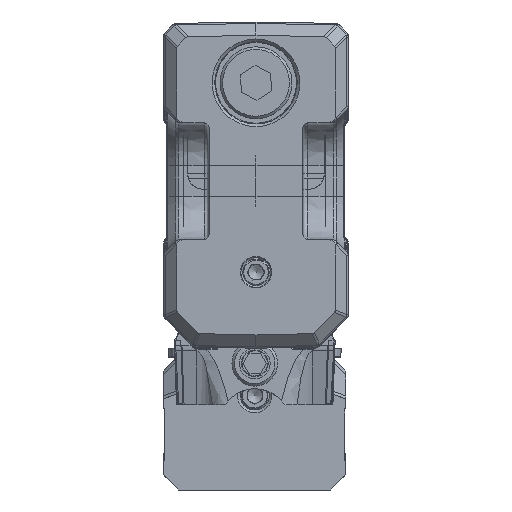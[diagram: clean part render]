
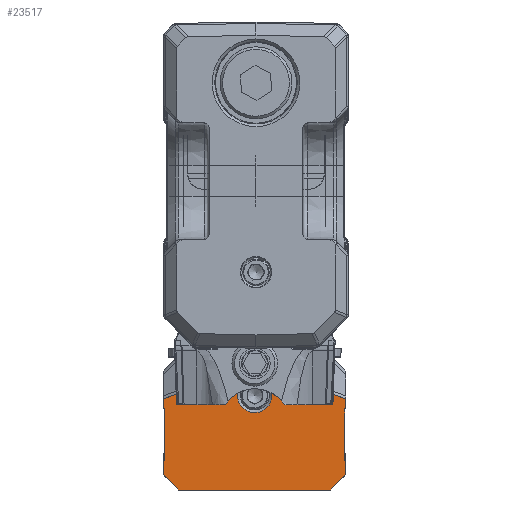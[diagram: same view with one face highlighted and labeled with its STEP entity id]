
A CAD part, front view. The second image highlights one B-rep face of the part: STEP entity #23517.
In plain terms, the highlighted planar face has unit normal (0, -1, 0).
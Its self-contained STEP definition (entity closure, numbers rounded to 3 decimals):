
#14745=FACE_BOUND('',#36970,.T.);
#14746=FACE_BOUND('',#36971,.T.);
#16555=PLANE('',#120379);
#23517=ADVANCED_FACE('',(#14745,#14746),#16555,.F.);
#36970=EDGE_LOOP('',(#72763,#72764,#72765,#72766,#72767,#72768,#72769,#72770,
#72771,#72772,#72773,#72774,#72775,#72776,#72777,#72778,#72779,#72780,#72781,
#72782,#72783,#72784));
#36971=EDGE_LOOP('',(#72785));
#42582=LINE('',#178149,#50859);
#42583=LINE('',#178151,#50860);
#42596=LINE('',#178187,#50873);
#42617=LINE('',#178249,#50894);
#42623=LINE('',#178271,#50900);
#42634=LINE('',#178299,#50911);
#42846=LINE('',#179368,#51123);
#42865=LINE('',#179529,#51142);
#42875=LINE('',#179553,#51152);
#43503=LINE('',#191175,#51853);
#43516=LINE('',#191204,#51866);
#43664=LINE('',#192885,#52014);
#43680=LINE('',#192969,#52030);
#43714=LINE('',#193126,#52064);
#43717=LINE('',#193132,#52067);
#43815=LINE('',#193799,#52165);
#43827=LINE('',#193829,#52177);
#43828=LINE('',#193832,#52178);
#50859=VECTOR('',#133324,1.);
#50860=VECTOR('',#133327,1.);
#50873=VECTOR('',#133354,1.);
#50894=VECTOR('',#133409,1.);
#50900=VECTOR('',#133429,1.);
#50911=VECTOR('',#133452,1.);
#51123=VECTOR('',#134394,1.);
#51142=VECTOR('',#134455,1.);
#51152=VECTOR('',#134475,1.);
#51853=VECTOR('',#137210,1.);
#51866=VECTOR('',#137237,1.);
#52014=VECTOR('',#137753,1.);
#52030=VECTOR('',#137835,1.);
#52064=VECTOR('',#137925,1.);
#52067=VECTOR('',#137932,1.);
#52165=VECTOR('',#138356,1.);
#52177=VECTOR('',#138404,1.);
#52178=VECTOR('',#138409,1.);
#72763=ORIENTED_EDGE('',*,*,#101529,.T.);
#72764=ORIENTED_EDGE('',*,*,#98624,.T.);
#72765=ORIENTED_EDGE('',*,*,#98625,.F.);
#72766=ORIENTED_EDGE('',*,*,#98643,.T.);
#72767=ORIENTED_EDGE('',*,*,#101528,.T.);
#72768=ORIENTED_EDGE('',*,*,#101277,.T.);
#72769=ORIENTED_EDGE('',*,*,#99211,.F.);
#72770=ORIENTED_EDGE('',*,*,#101344,.T.);
#72771=ORIENTED_EDGE('',*,*,#101516,.T.);
#72772=ORIENTED_EDGE('',*,*,#98698,.T.);
#72773=ORIENTED_EDGE('',*,*,#98684,.T.);
#72774=ORIENTED_EDGE('',*,*,#98673,.T.);
#72775=ORIENTED_EDGE('',*,*,#99198,.T.);
#72776=ORIENTED_EDGE('',*,*,#101347,.F.);
#72777=ORIENTED_EDGE('',*,*,#100995,.F.);
#72778=ORIENTED_EDGE('',*,*,#100997,.F.);
#72779=ORIENTED_EDGE('',*,*,#101406,.F.);
#72780=ORIENTED_EDGE('',*,*,#99149,.T.);
#72781=ORIENTED_EDGE('',*,*,#101408,.T.);
#72782=ORIENTED_EDGE('',*,*,#101302,.T.);
#72783=ORIENTED_EDGE('',*,*,#101301,.T.);
#72784=ORIENTED_EDGE('',*,*,#100982,.T.);
#72785=ORIENTED_EDGE('',*,*,#98925,.T.);
#87772=VERTEX_POINT('',#178146);
#87773=VERTEX_POINT('',#178148);
#87774=VERTEX_POINT('',#178152);
#87789=VERTEX_POINT('',#178186);
#87810=VERTEX_POINT('',#178243);
#87813=VERTEX_POINT('',#178248);
#87823=VERTEX_POINT('',#178272);
#87832=VERTEX_POINT('',#178296);
#88018=VERTEX_POINT('',#178860);
#88196=VERTEX_POINT('',#179367);
#88197=VERTEX_POINT('',#179369);
#88243=VERTEX_POINT('',#179528);
#88252=VERTEX_POINT('',#179552);
#88253=VERTEX_POINT('',#179554);
#89378=VERTEX_POINT('',#191174);
#89379=VERTEX_POINT('',#191176);
#89385=VERTEX_POINT('',#191197);
#89386=VERTEX_POINT('',#191199);
#89387=VERTEX_POINT('',#191203);
#89505=VERTEX_POINT('',#192883);
#89516=VERTEX_POINT('',#192966);
#89517=VERTEX_POINT('',#192970);
#89531=VERTEX_POINT('',#193125);
#98624=EDGE_CURVE('',#87772,#87773,#42582,.T.);
#98625=EDGE_CURVE('',#87774,#87773,#42583,.T.);
#98643=EDGE_CURVE('',#87774,#87789,#42596,.T.);
#98673=EDGE_CURVE('',#87810,#87813,#42617,.T.);
#98684=EDGE_CURVE('',#87823,#87810,#42623,.T.);
#98698=EDGE_CURVE('',#87832,#87823,#42634,.T.);
#98925=EDGE_CURVE('',#88018,#88018,#111083,.T.);
#99149=EDGE_CURVE('',#88197,#88196,#42846,.T.);
#99198=EDGE_CURVE('',#87813,#88243,#42865,.T.);
#99211=EDGE_CURVE('',#88252,#88253,#42875,.T.);
#100982=EDGE_CURVE('',#89379,#89378,#43503,.T.);
#100995=EDGE_CURVE('',#89386,#89385,#111643,.T.);
#100997=EDGE_CURVE('',#89387,#89386,#43516,.T.);
#101277=EDGE_CURVE('',#89505,#88253,#43664,.T.);
#101301=EDGE_CURVE('',#89516,#89379,#111677,.T.);
#101302=EDGE_CURVE('',#89517,#89516,#43680,.T.);
#101344=EDGE_CURVE('',#88252,#89531,#43714,.T.);
#101347=EDGE_CURVE('',#89385,#88243,#43717,.T.);
#101406=EDGE_CURVE('',#88197,#89387,#111693,.T.);
#101408=EDGE_CURVE('',#88196,#89517,#111694,.T.);
#101516=EDGE_CURVE('',#89531,#87832,#43815,.T.);
#101528=EDGE_CURVE('',#87789,#89505,#43827,.T.);
#101529=EDGE_CURVE('',#89378,#87772,#43828,.T.);
#111083=CIRCLE('',#118721,1.7);
#111643=CIRCLE('',#119946,0.8);
#111677=CIRCLE('',#120163,0.8);
#111693=CIRCLE('',#120255,0.8);
#111694=CIRCLE('',#120259,0.8);
#118721=AXIS2_PLACEMENT_3D('',#178859,#133929,#133930);
#119946=AXIS2_PLACEMENT_3D('',#191200,#137232,#137233);
#120163=AXIS2_PLACEMENT_3D('',#192967,#137831,#137832);
#120255=AXIS2_PLACEMENT_3D('',#193449,#138076,#138077);
#120259=AXIS2_PLACEMENT_3D('',#193454,#138085,#138086);
#120379=AXIS2_PLACEMENT_3D('',#193834,#138412,#138413);
#133324=DIRECTION('',(1.,0.,0.));
#133327=DIRECTION('',(0.,0.,1.));
#133354=DIRECTION('',(-1.,0.,0.));
#133409=DIRECTION('',(1.,0.,0.));
#133429=DIRECTION('',(0.,0.,1.));
#133452=DIRECTION('',(-1.,0.,0.));
#133929=DIRECTION('',(0.,1.,0.));
#133930=DIRECTION('',(-1.,0.,0.));
#134394=DIRECTION('',(-1.,0.,0.));
#134455=DIRECTION('',(0.,0.,1.));
#134475=DIRECTION('',(-1.,0.,0.));
#137210=DIRECTION('',(-0.94,0.,-0.342));
#137232=DIRECTION('',(0.,-1.,0.));
#137233=DIRECTION('',(-1.,0.,0.));
#137237=DIRECTION('',(-0.5,0.,-0.866));
#137753=DIRECTION('',(0.707,0.,-0.707));
#137831=DIRECTION('',(0.,1.,0.));
#137832=DIRECTION('',(-1.,0.,0.));
#137835=DIRECTION('',(0.5,0.,-0.866));
#137925=DIRECTION('',(0.707,0.,0.707));
#137932=DIRECTION('',(0.94,0.,-0.342));
#138076=DIRECTION('',(0.,1.,0.));
#138077=DIRECTION('',(-1.,0.,0.));
#138085=DIRECTION('',(0.,-1.,0.));
#138086=DIRECTION('',(-1.,0.,0.));
#138356=DIRECTION('',(0.,0.,1.));
#138404=DIRECTION('',(0.,0.,-1.));
#138409=DIRECTION('',(0.,0.,-1.));
#138412=DIRECTION('',(0.,1.,0.));
#138413=DIRECTION('',(0.,0.,1.));
#178146=CARTESIAN_POINT('',(-9.,377.5,-38.2));
#178148=CARTESIAN_POINT('',(-8.885,377.5,-38.2));
#178149=CARTESIAN_POINT('',(0.,377.5,-38.2));
#178151=CARTESIAN_POINT('',(-8.885,377.5,-46.2));
#178152=CARTESIAN_POINT('',(-8.885,377.5,-43.285));
#178186=CARTESIAN_POINT('',(-9.,377.5,-43.285));
#178187=CARTESIAN_POINT('',(0.,377.5,-43.285));
#178243=CARTESIAN_POINT('',(8.885,377.5,-38.2));
#178248=CARTESIAN_POINT('',(9.,377.5,-38.2));
#178249=CARTESIAN_POINT('',(0.,377.5,-38.2));
#178271=CARTESIAN_POINT('',(8.885,377.5,-46.2));
#178272=CARTESIAN_POINT('',(8.885,377.5,-43.285));
#178296=CARTESIAN_POINT('',(9.,377.5,-43.285));
#178299=CARTESIAN_POINT('',(0.,377.5,-43.285));
#178859=CARTESIAN_POINT('',(0.,377.5,-36.874));
#178860=CARTESIAN_POINT('',(-1.7,377.5,-36.874));
#179367=CARTESIAN_POINT('',(-5.922,377.5,-33.2));
#179368=CARTESIAN_POINT('',(0.,377.5,-33.2));
#179369=CARTESIAN_POINT('',(5.922,377.5,-33.2));
#179528=CARTESIAN_POINT('',(9.,377.5,-37.2));
#179529=CARTESIAN_POINT('',(9.,377.5,-46.2));
#179552=CARTESIAN_POINT('',(7.5,377.5,-46.2));
#179553=CARTESIAN_POINT('',(0.,377.5,-46.2));
#179554=CARTESIAN_POINT('',(-7.5,377.5,-46.2));
#191174=CARTESIAN_POINT('',(-9.,377.5,-37.2));
#191175=CARTESIAN_POINT('',(-3.945,377.5,-35.36));
#191176=CARTESIAN_POINT('',(-5.922,377.5,-36.08));
#191197=CARTESIAN_POINT('',(5.922,377.5,-36.08));
#191199=CARTESIAN_POINT('',(5.502,377.5,-34.928));
#191200=CARTESIAN_POINT('',(6.195,377.5,-35.328));
#191203=CARTESIAN_POINT('',(5.985,377.5,-34.092));
#191204=CARTESIAN_POINT('',(-0.754,377.5,-45.765));
#192883=CARTESIAN_POINT('',(-9.,377.5,-44.7));
#192885=CARTESIAN_POINT('',(-3.75,377.5,-49.95));
#192966=CARTESIAN_POINT('',(-5.502,377.5,-34.928));
#192967=CARTESIAN_POINT('',(-6.195,377.5,-35.328));
#192969=CARTESIAN_POINT('',(0.754,377.5,-45.765));
#192970=CARTESIAN_POINT('',(-5.985,377.5,-34.092));
#193125=CARTESIAN_POINT('',(9.,377.5,-44.7));
#193126=CARTESIAN_POINT('',(3.75,377.5,-49.95));
#193132=CARTESIAN_POINT('',(3.945,377.5,-35.36));
#193449=CARTESIAN_POINT('',(5.292,377.5,-33.692));
#193454=CARTESIAN_POINT('',(-5.292,377.5,-33.692));
#193799=CARTESIAN_POINT('',(9.,377.5,-46.2));
#193829=CARTESIAN_POINT('',(-9.,377.5,-46.2));
#193832=CARTESIAN_POINT('',(-9.,377.5,-46.2));
#193834=CARTESIAN_POINT('',(0.,377.5,-46.2));
